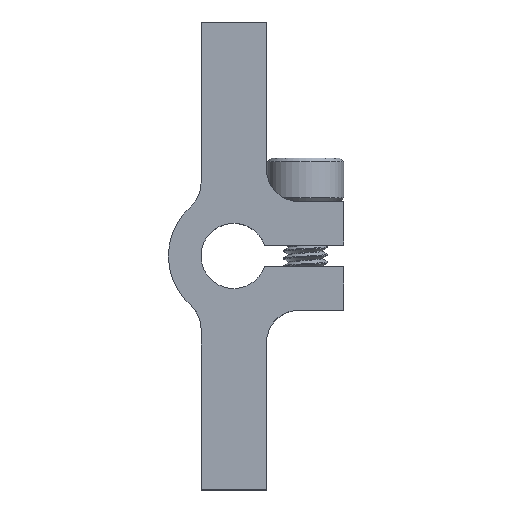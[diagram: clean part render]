
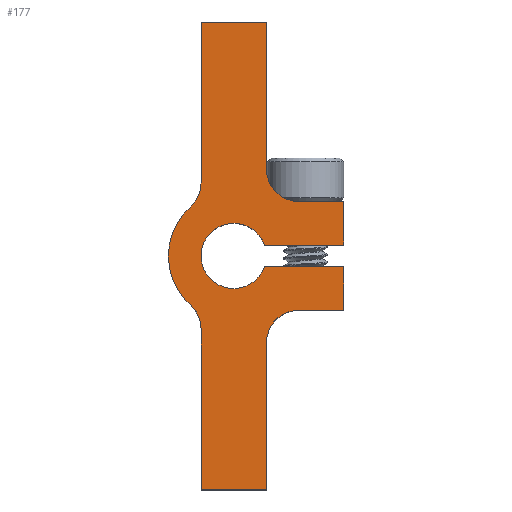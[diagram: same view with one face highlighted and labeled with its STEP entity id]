
A CAD part, top view. The second image highlights one B-rep face of the part: STEP entity #177.
In plain terms, the highlighted face is planar.
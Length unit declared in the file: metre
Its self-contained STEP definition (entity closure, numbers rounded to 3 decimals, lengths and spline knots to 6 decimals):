
#177 = ADVANCED_FACE( '', ( #373 ), #374, .T. );
#373 = FACE_OUTER_BOUND( '', #872, .T. );
#374 = PLANE( '', #873 );
#872 = EDGE_LOOP( '', ( #3213, #3214, #3215, #3216, #3217, #3218, #3219, #3220, #3221, #3222, #3223, #3224, #3225, #3226, #3227, #3228, #3229, #3230 ) );
#873 = AXIS2_PLACEMENT_3D( '', #3231, #3232, #3233 );
#3213 = ORIENTED_EDGE( '', *, *, #3680, .F. );
#3214 = ORIENTED_EDGE( '', *, *, #3681, .T. );
#3215 = ORIENTED_EDGE( '', *, *, #3682, .T. );
#3216 = ORIENTED_EDGE( '', *, *, #3640, .F. );
#3217 = ORIENTED_EDGE( '', *, *, #3651, .F. );
#3218 = ORIENTED_EDGE( '', *, *, #3683, .F. );
#3219 = ORIENTED_EDGE( '', *, *, #3684, .T. );
#3220 = ORIENTED_EDGE( '', *, *, #3685, .T. );
#3221 = ORIENTED_EDGE( '', *, *, #3686, .F. );
#3222 = ORIENTED_EDGE( '', *, *, #3600, .F. );
#3223 = ORIENTED_EDGE( '', *, *, #3687, .T. );
#3224 = ORIENTED_EDGE( '', *, *, #3632, .F. );
#3225 = ORIENTED_EDGE( '', *, *, #3677, .F. );
#3226 = ORIENTED_EDGE( '', *, *, #3688, .T. );
#3227 = ORIENTED_EDGE( '', *, *, #3689, .T. );
#3228 = ORIENTED_EDGE( '', *, *, #3690, .F. );
#3229 = ORIENTED_EDGE( '', *, *, #3691, .T. );
#3230 = ORIENTED_EDGE( '', *, *, #3692, .T. );
#3231 = CARTESIAN_POINT( '', ( 0., -0.008, 0. ) );
#3232 = DIRECTION( '', ( 0., -1., 0. ) );
#3233 = DIRECTION( '', ( 1., 0., 0. ) );
#3600 = EDGE_CURVE( '', #3840, #3838, #3842, .T. );
#3632 = EDGE_CURVE( '', #3887, #3888, #3889, .T. );
#3640 = EDGE_CURVE( '', #3897, #3895, #3899, .T. );
#3651 = EDGE_CURVE( '', #3913, #3897, #3915, .T. );
#3677 = EDGE_CURVE( '', #3958, #3887, #3959, .T. );
#3680 = EDGE_CURVE( '', #3962, #3963, #3964, .T. );
#3681 = EDGE_CURVE( '', #3962, #3965, #3966, .F. );
#3682 = EDGE_CURVE( '', #3965, #3895, #3967, .T. );
#3683 = EDGE_CURVE( '', #3968, #3913, #3969, .T. );
#3684 = EDGE_CURVE( '', #3968, #3970, #3971, .T. );
#3685 = EDGE_CURVE( '', #3970, #3972, #3973, .F. );
#3686 = EDGE_CURVE( '', #3838, #3972, #3974, .T. );
#3687 = EDGE_CURVE( '', #3840, #3888, #3975, .T. );
#3688 = EDGE_CURVE( '', #3958, #3976, #3977, .T. );
#3689 = EDGE_CURVE( '', #3976, #3978, #3979, .T. );
#3690 = EDGE_CURVE( '', #3980, #3978, #3981, .T. );
#3691 = EDGE_CURVE( '', #3980, #3982, #3983, .T. );
#3692 = EDGE_CURVE( '', #3982, #3963, #3984, .T. );
#3838 = VERTEX_POINT( '', #4173 );
#3840 = VERTEX_POINT( '', #4176 );
#3842 = LINE( '', #4179, #4180 );
#3887 = VERTEX_POINT( '', #4270 );
#3888 = VERTEX_POINT( '', #4271 );
#3889 = CIRCLE( '', #4272, 0.003 );
#3895 = VERTEX_POINT( '', #4289 );
#3897 = VERTEX_POINT( '', #4292 );
#3899 = CIRCLE( '', #4295, 0.003 );
#3913 = VERTEX_POINT( '', #4359 );
#3915 = LINE( '', #4362, #4363 );
#3958 = VERTEX_POINT( '', #5368 );
#3959 = LINE( '', #5369, #5370 );
#3962 = VERTEX_POINT( '', #5374 );
#3963 = VERTEX_POINT( '', #5375 );
#3964 = LINE( '', #5376, #5377 );
#3965 = VERTEX_POINT( '', #5378 );
#3966 = CIRCLE( '', #5379, 0.003 );
#3967 = CIRCLE( '', #5380, 0.006 );
#3968 = VERTEX_POINT( '', #5381 );
#3969 = LINE( '', #5382, #5383 );
#3970 = VERTEX_POINT( '', #5384 );
#3971 = LINE( '', #5385, #5386 );
#3972 = VERTEX_POINT( '', #5387 );
#3973 = CIRCLE( '', #5388, 0.003 );
#3974 = LINE( '', #5389, #5390 );
#3975 = LINE( '', #5391, #5392 );
#3976 = VERTEX_POINT( '', #5393 );
#3977 = LINE( '', #5394, #5395 );
#3978 = VERTEX_POINT( '', #5396 );
#3979 = LINE( '', #5397, #5398 );
#3980 = VERTEX_POINT( '', #5399 );
#3981 = CIRCLE( '', #5400, 0.003 );
#3982 = VERTEX_POINT( '', #5401 );
#3983 = LINE( '', #5402, #5403 );
#3984 = LINE( '', #5404, #5405 );
#4173 = CARTESIAN_POINT( '', ( 0.005, -0.008, 0.0101 ) );
#4176 = CARTESIAN_POINT( '', ( 0.001, -0.008, 0.0101 ) );
#4179 = CARTESIAN_POINT( '', ( 0., -0.008, 0.0101 ) );
#4180 = VECTOR( '', #6789, 1. );
#4270 = CARTESIAN_POINT( '', ( -0.001, -0.008, 0.002828 ) );
#4271 = CARTESIAN_POINT( '', ( 0.001, -0.008, 0.002828 ) );
#4272 = AXIS2_PLACEMENT_3D( '', #6824, #6825, #6826 );
#4289 = CARTESIAN_POINT( '', ( 0.004472, -0.008, -0.004 ) );
#4292 = CARTESIAN_POINT( '', ( 0.006708, -0.008, -0.003 ) );
#4295 = AXIS2_PLACEMENT_3D( '', #6831, #6832, #6833 );
#4359 = CARTESIAN_POINT( '', ( 0.0215, -0.008, -0.003 ) );
#4362 = CARTESIAN_POINT( '', ( 0., -0.008, -0.003 ) );
#4363 = VECTOR( '', #6842, 1. );
#5368 = CARTESIAN_POINT( '', ( -0.001, -0.008, 0.0101 ) );
#5369 = CARTESIAN_POINT( '', ( -0.001, -0.008, 0. ) );
#5370 = VECTOR( '', #6870, 1. );
#5374 = CARTESIAN_POINT( '', ( -0.006708, -0.008, -0.003 ) );
#5375 = CARTESIAN_POINT( '', ( -0.0215, -0.008, -0.003 ) );
#5376 = CARTESIAN_POINT( '', ( 0., -0.008, -0.003 ) );
#5377 = VECTOR( '', #6872, 1. );
#5378 = CARTESIAN_POINT( '', ( -0.004472, -0.008, -0.004 ) );
#5379 = AXIS2_PLACEMENT_3D( '', #6873, #6874, #6875 );
#5380 = AXIS2_PLACEMENT_3D( '', #6876, #6877, #6878 );
#5381 = CARTESIAN_POINT( '', ( 0.0215, -0.008, 0.003 ) );
#5382 = CARTESIAN_POINT( '', ( 0.0215, -0.008, 0. ) );
#5383 = VECTOR( '', #6879, 1. );
#5384 = CARTESIAN_POINT( '', ( 0.008, -0.008, 0.003 ) );
#5385 = CARTESIAN_POINT( '', ( 0., -0.008, 0.003 ) );
#5386 = VECTOR( '', #6880, 1. );
#5387 = CARTESIAN_POINT( '', ( 0.005, -0.008, 0.006 ) );
#5388 = AXIS2_PLACEMENT_3D( '', #6881, #6882, #6883 );
#5389 = CARTESIAN_POINT( '', ( 0.005, -0.008, 0. ) );
#5390 = VECTOR( '', #6884, 1. );
#5391 = CARTESIAN_POINT( '', ( 0.001, -0.008, 0. ) );
#5392 = VECTOR( '', #6885, 1. );
#5393 = CARTESIAN_POINT( '', ( -0.005, -0.008, 0.0101 ) );
#5394 = CARTESIAN_POINT( '', ( 0., -0.008, 0.0101 ) );
#5395 = VECTOR( '', #6886, 1. );
#5396 = CARTESIAN_POINT( '', ( -0.005, -0.008, 0.006 ) );
#5397 = CARTESIAN_POINT( '', ( -0.005, -0.008, 0. ) );
#5398 = VECTOR( '', #6887, 1. );
#5399 = CARTESIAN_POINT( '', ( -0.008, -0.008, 0.003 ) );
#5400 = AXIS2_PLACEMENT_3D( '', #6888, #6889, #6890 );
#5401 = CARTESIAN_POINT( '', ( -0.0215, -0.008, 0.003 ) );
#5402 = CARTESIAN_POINT( '', ( 0., -0.008, 0.003 ) );
#5403 = VECTOR( '', #6891, 1. );
#5404 = CARTESIAN_POINT( '', ( -0.0215, -0.008, 0. ) );
#5405 = VECTOR( '', #6892, 1. );
#6789 = DIRECTION( '', ( 1., 0., 0. ) );
#6824 = CARTESIAN_POINT( '', ( 0., -0.008, 0. ) );
#6825 = DIRECTION( '', ( 0., -1., 0. ) );
#6826 = DIRECTION( '', ( 1., 0., 0. ) );
#6831 = CARTESIAN_POINT( '', ( 0.006708, -0.008, -0.006 ) );
#6832 = DIRECTION( '', ( 0., -1., 0. ) );
#6833 = DIRECTION( '', ( 1., 0., 0. ) );
#6842 = DIRECTION( '', ( -1., 0., 0. ) );
#6870 = DIRECTION( '', ( 0., 0., -1. ) );
#6872 = DIRECTION( '', ( -1., 0., 0. ) );
#6873 = CARTESIAN_POINT( '', ( -0.006708, -0.008, -0.006 ) );
#6874 = DIRECTION( '', ( 0., -1., 0. ) );
#6875 = DIRECTION( '', ( 1., 0., 0. ) );
#6876 = CARTESIAN_POINT( '', ( 0., -0.008, 0. ) );
#6877 = DIRECTION( '', ( 0., -1., 0. ) );
#6878 = DIRECTION( '', ( 1., 0., 0. ) );
#6879 = DIRECTION( '', ( 0., 0., -1. ) );
#6880 = DIRECTION( '', ( -1., 0., 0. ) );
#6881 = CARTESIAN_POINT( '', ( 0.008, -0.008, 0.006 ) );
#6882 = DIRECTION( '', ( 0., -1., 0. ) );
#6883 = DIRECTION( '', ( 1., 0., 0. ) );
#6884 = DIRECTION( '', ( 0., 0., -1. ) );
#6885 = DIRECTION( '', ( 0., 0., -1. ) );
#6886 = DIRECTION( '', ( -1., 0., 0. ) );
#6887 = DIRECTION( '', ( 0., 0., -1. ) );
#6888 = CARTESIAN_POINT( '', ( -0.008, -0.008, 0.006 ) );
#6889 = DIRECTION( '', ( 0., -1., 0. ) );
#6890 = DIRECTION( '', ( 1., 0., 0. ) );
#6891 = DIRECTION( '', ( -1., 0., 0. ) );
#6892 = DIRECTION( '', ( 0., 0., -1. ) );
